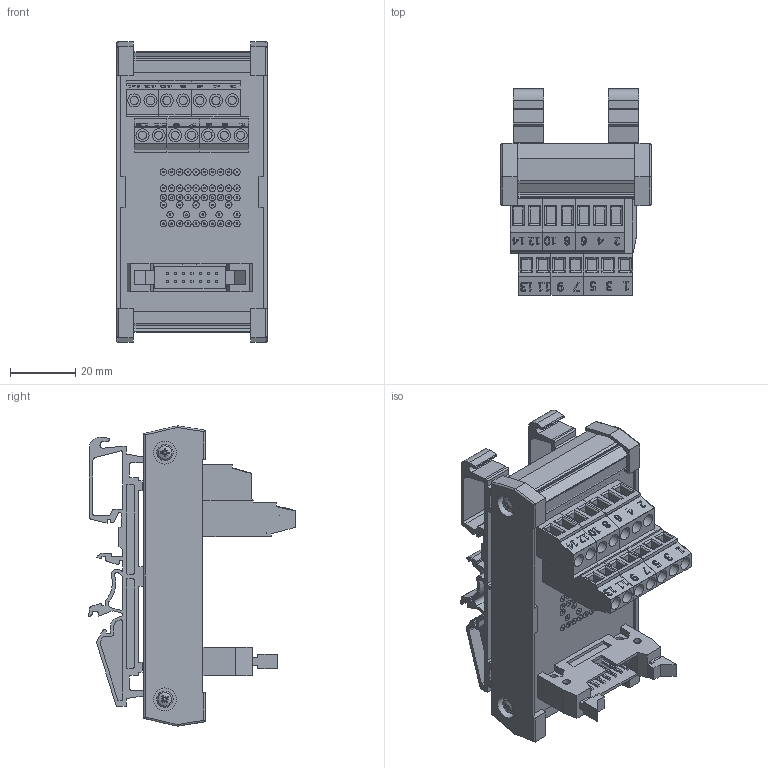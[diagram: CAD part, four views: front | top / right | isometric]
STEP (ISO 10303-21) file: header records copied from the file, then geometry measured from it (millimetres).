
FILE_DESCRIPTION((''),'2;1');
FILE_NAME('FBK_14.stp','2013-06-21T08:56:55',('roland'),(''),'Autodesk Inventor 2013','Autodesk Inventor 2013','');
FILE_SCHEMA(('CONFIG_CONTROL_DESIGN'));
Length unit declared in the file: millimetre
Products named in the file (13): 14; 14 BASE PLATE; 2 GREEN updated; 3 GREEN updated; FBK14; BASE SIDE; 25 CASE; BASE LEGS; label 1; lable 2; lable 3; lable 4; BS EN ISO 7045 Z - Metric M2.5 x 10 - 4.8 - Z
Assembly tree (18 placements, depth 2):
  14
    14 BASE PLATE
    2 GREEN updated  x2
    3 GREEN updated
    FBK14
    BASE SIDE  x2
    25 CASE
    BASE LEGS  x2
    label 1
    lable 2
    lable 3
    lable 4
    BS EN ISO 7045 Z - Metric M2.5 x 10 - 4.8 - Z  x4
Bounding box: 46 x 63.26 x 91.98 mm (x, y, z)
Volume: 47757.4 mm3; surface area: 58145.7 mm2
Topology: 18 solids, 18 shells, 2076 faces, 5274 edges, 3456 vertices
Faces by surface type: plane 1322, cylinder 517, bspline 149, cone 64, torus 20, sphere 4
Full cylindrical faces by diameter (mm): 0.5 x64, 0.65 x2, 1.25 x14, 1.7 x10, 2 x95, 2.256 x4, 2.4 x4, 2.5 x18, 2.57 x12, 2.7 x2, 2.8 x2, 3.2 x4, 4 x14, 7 x4, 9 x4
Entity records: 48737 total; most frequent: CARTESIAN_POINT 10345, ORIENTED_EDGE 7574, DIRECTION 7253, EDGE_CURVE 3787, VERTEX_POINT 2640, VECTOR 2613, LINE 2613, AXIS2_PLACEMENT_3D 2320
